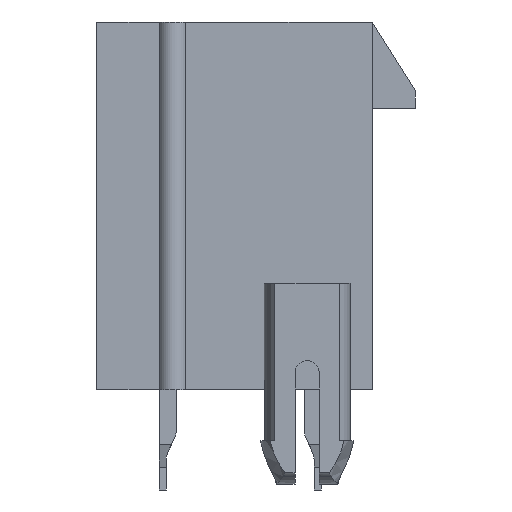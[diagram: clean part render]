
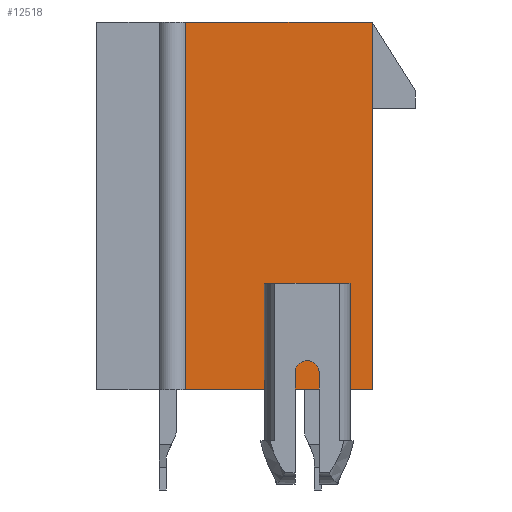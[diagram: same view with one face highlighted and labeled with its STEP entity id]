
A CAD part, left-side view. The second image highlights one B-rep face of the part: STEP entity #12518.
In plain terms, the highlighted planar face has unit normal (-1, 0, 0).
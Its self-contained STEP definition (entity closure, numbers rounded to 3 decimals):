
#577=ORIENTED_EDGE('',*,*,#4307,.T.);
#578=ORIENTED_EDGE('',*,*,#4308,.T.);
#579=ORIENTED_EDGE('',*,*,#4309,.T.);
#580=ORIENTED_EDGE('',*,*,#4310,.F.);
#581=ORIENTED_EDGE('',*,*,#4311,.F.);
#582=ORIENTED_EDGE('',*,*,#4312,.F.);
#583=ORIENTED_EDGE('',*,*,#4313,.F.);
#584=ORIENTED_EDGE('',*,*,#4314,.F.);
#4307=EDGE_CURVE('',#6162,#6163,#7347,.T.);
#4308=EDGE_CURVE('',#6163,#6164,#7348,.T.);
#4309=EDGE_CURVE('',#6164,#6165,#7349,.T.);
#4310=EDGE_CURVE('',#6162,#6165,#7350,.T.);
#4311=EDGE_CURVE('',#6166,#6167,#7351,.T.);
#4312=EDGE_CURVE('',#6168,#6166,#7352,.T.);
#4313=EDGE_CURVE('',#6169,#6168,#7353,.T.);
#4314=EDGE_CURVE('',#6167,#6169,#7354,.T.);
#6162=VERTEX_POINT('',#17698);
#6163=VERTEX_POINT('',#17699);
#6164=VERTEX_POINT('',#17701);
#6165=VERTEX_POINT('',#17703);
#6166=VERTEX_POINT('',#17706);
#6167=VERTEX_POINT('',#17707);
#6168=VERTEX_POINT('',#17709);
#6169=VERTEX_POINT('',#17711);
#7347=LINE('',#17697,#9096);
#7348=LINE('',#17700,#9097);
#7349=LINE('',#17702,#9098);
#7350=LINE('',#17704,#9099);
#7351=LINE('',#17705,#9100);
#7352=LINE('',#17708,#9101);
#7353=LINE('',#17710,#9102);
#7354=LINE('',#17712,#9103);
#9096=VECTOR('',#14265,1000.);
#9097=VECTOR('',#14266,1000.);
#9098=VECTOR('',#14267,1000.);
#9099=VECTOR('',#14268,1000.);
#9100=VECTOR('',#14269,1000.);
#9101=VECTOR('',#14270,1000.);
#9102=VECTOR('',#14271,1000.);
#9103=VECTOR('',#14272,1000.);
#10629=EDGE_LOOP('',(#577,#578,#579,#580));
#10630=EDGE_LOOP('',(#581,#582,#583,#584));
#11291=FACE_BOUND('',#10629,.T.);
#11292=FACE_BOUND('',#10630,.T.);
#11946=PLANE('',#13198);
#12518=ADVANCED_FACE('',(#11291,#11292),#11946,.T.);
#13198=AXIS2_PLACEMENT_3D('',#17696,#14263,#14264);
#14263=DIRECTION('',(-1.,0.,0.));
#14264=DIRECTION('',(0.,0.,1.));
#14265=DIRECTION('',(0.,-1.,0.));
#14266=DIRECTION('',(0.,0.,1.));
#14267=DIRECTION('',(0.,1.,0.));
#14268=DIRECTION('',(0.,0.,1.));
#14269=DIRECTION('',(0.,0.,-1.));
#14270=DIRECTION('',(0.,1.,0.));
#14271=DIRECTION('',(0.,0.,1.));
#14272=DIRECTION('',(0.,-1.,0.));
#17696=CARTESIAN_POINT('',(-17.45,0.,0.));
#17697=CARTESIAN_POINT('',(-17.45,4.8,-6.4));
#17698=CARTESIAN_POINT('',(-17.45,1.7,-6.4));
#17699=CARTESIAN_POINT('',(-17.45,-4.8,-6.4));
#17700=CARTESIAN_POINT('',(-17.45,-4.8,-6.4));
#17701=CARTESIAN_POINT('',(-17.45,-4.8,6.4));
#17702=CARTESIAN_POINT('',(-17.45,-4.8,6.4));
#17703=CARTESIAN_POINT('',(-17.45,1.7,6.4));
#17704=CARTESIAN_POINT('',(-17.45,1.7,-6.4));
#17705=CARTESIAN_POINT('',(-17.45,-1.78,-2.7));
#17706=CARTESIAN_POINT('',(-17.45,-1.78,-2.7));
#17707=CARTESIAN_POINT('',(-17.45,-1.78,-5.3));
#17708=CARTESIAN_POINT('',(-17.45,-3.28,-2.7));
#17709=CARTESIAN_POINT('',(-17.45,-3.28,-2.7));
#17710=CARTESIAN_POINT('',(-17.45,-3.28,-5.3));
#17711=CARTESIAN_POINT('',(-17.45,-3.28,-5.3));
#17712=CARTESIAN_POINT('',(-17.45,-1.78,-5.3));
